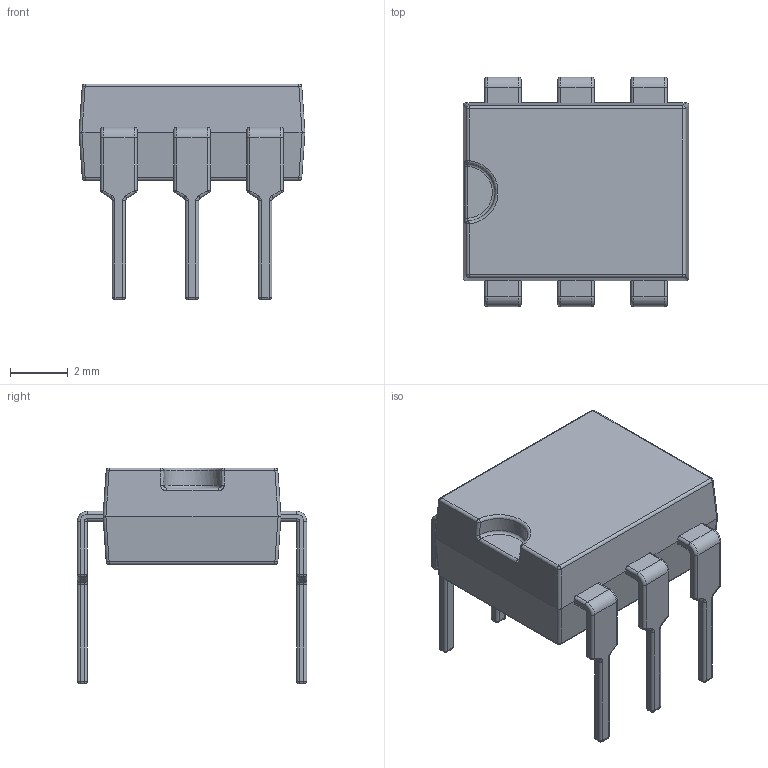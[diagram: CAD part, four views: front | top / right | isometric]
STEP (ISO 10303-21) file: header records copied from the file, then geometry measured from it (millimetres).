
FILE_DESCRIPTION(/* description */ (''),/* implementation_level */ '2;1');
FILE_NAME(/* name */ 'DIP-6 W7.62mm Package.STEP',/* time_stamp */ '2019-09-17T08:11:38+02:00',/* author */ ('PCB-Tech'),/* organization */ (''),/* preprocessor_version */ 'ST-DEVELOPER v17',/* originating_system */ 'Autodesk Inventor 2019',/* authorisation */ '');
FILE_SCHEMA (('AUTOMOTIVE_DESIGN { 1 0 10303 214 3 1 1 }'));
Length unit declared in the file: millimetre
Products named in the file (3): DIP-6 W7.62mm Package; DIP-6 W7.62; IC Beinchen
Assembly tree (7 placements, depth 2):
  DIP-6 W7.62mm Package
    IC Beinchen  x6
    DIP-6 W7.62
Bounding box: 7.84 x 7.97 x 7.5 mm (x, y, z)
Volume: 166.5 mm3; surface area: 305.8 mm2
Topology: 7 solids, 7 shells, 426 faces, 954 edges, 540 vertices
Faces by surface type: cylinder 199, plane 113, sphere 58, torus 50, bspline 6
Entity records: 4944 total; most frequent: CARTESIAN_POINT 1128, DIRECTION 838, ORIENTED_EDGE 744, EDGE_CURVE 372, AXIS2_PLACEMENT_3D 314, VERTEX_POINT 220, LINE 210, VECTOR 210
